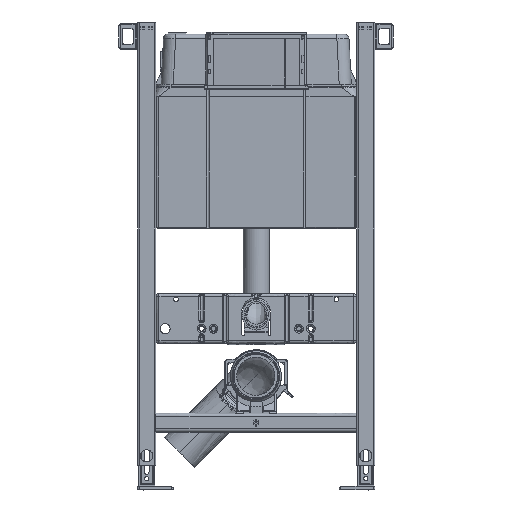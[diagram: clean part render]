
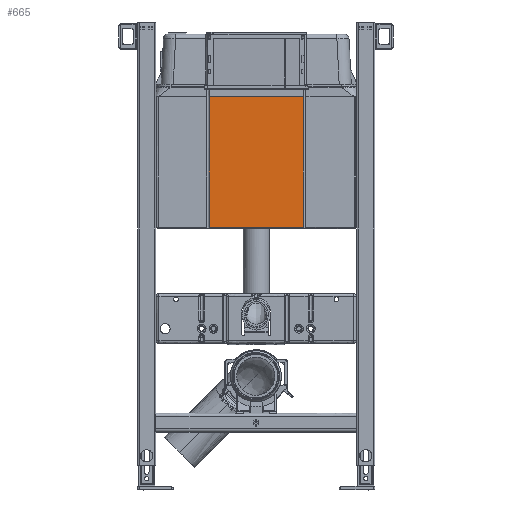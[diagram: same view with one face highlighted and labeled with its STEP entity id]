
A CAD part, front view. The second image highlights one B-rep face of the part: STEP entity #665.
In plain terms, the highlighted planar face has unit normal (0, -1, 0.002).
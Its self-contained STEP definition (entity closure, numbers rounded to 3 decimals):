
#665=ADVANCED_FACE('',(#7340),#104616,.T.);
#7340=FACE_OUTER_BOUND('',#14023,.T.);
#14023=EDGE_LOOP('',(#21845,#21846,#21847,#21848));
#21845=ORIENTED_EDGE('',*,*,#56149,.T.);
#21846=ORIENTED_EDGE('',*,*,#56150,.T.);
#21847=ORIENTED_EDGE('',*,*,#56151,.T.);
#21848=ORIENTED_EDGE('',*,*,#56152,.T.);
#56149=EDGE_CURVE('',#90954,#90955,#79454,.T.);
#56150=EDGE_CURVE('',#90955,#90956,#79455,.T.);
#56151=EDGE_CURVE('',#90956,#90957,#79456,.T.);
#56152=EDGE_CURVE('',#90957,#90954,#79457,.T.);
#79454=B_SPLINE_CURVE_WITH_KNOTS('',3,(#130287,#130288,#130289,#130290,
#130291,#130292),.UNSPECIFIED.,.F.,.F.,(4,1,1,4),(0.,0.333,0.667,
1.),.UNSPECIFIED.);
#79455=B_SPLINE_CURVE_WITH_KNOTS('',1,(#130293,#130294),.UNSPECIFIED.,.F.,
 .F.,(2,2),(0.,198.2),.UNSPECIFIED.);
#79456=B_SPLINE_CURVE_WITH_KNOTS('',3,(#130295,#130296,#130297,#130298,
#130299,#130300),.UNSPECIFIED.,.F.,.F.,(4,1,1,4),(0.,0.333,0.667,
1.),.UNSPECIFIED.);
#79457=B_SPLINE_CURVE_WITH_KNOTS('',1,(#130301,#130302),.UNSPECIFIED.,.F.,
 .F.,(2,2),(-198.287,0.),.UNSPECIFIED.);
#90954=VERTEX_POINT('',#130153);
#90955=VERTEX_POINT('',#130154);
#90956=VERTEX_POINT('',#130155);
#90957=VERTEX_POINT('',#130156);
#104616=PLANE('',#108320);
#108320=AXIS2_PLACEMENT_3D('',#128817,#111901,$);
#111901=DIRECTION('',(0.,-1.,0.002));
#128817=CARTESIAN_POINT('',(-119.098,-12.993,858.558));
#130153=CARTESIAN_POINT('',(-99.15,-13.043,830.946));
#130154=CARTESIAN_POINT('',(-99.106,-13.543,556.022));
#130155=CARTESIAN_POINT('',(99.094,-13.543,556.022));
#130156=CARTESIAN_POINT('',(99.137,-13.043,830.946));
#130287=CARTESIAN_POINT('',(-99.15,-13.043,830.946));
#130288=CARTESIAN_POINT('',(-99.14,-13.098,800.645));
#130289=CARTESIAN_POINT('',(-99.124,-13.209,739.879));
#130290=CARTESIAN_POINT('',(-99.11,-13.375,648.238));
#130291=CARTESIAN_POINT('',(-99.106,-13.487,586.815));
#130292=CARTESIAN_POINT('',(-99.106,-13.543,556.022));
#130293=CARTESIAN_POINT('',(-99.106,-13.543,556.022));
#130294=CARTESIAN_POINT('',(99.094,-13.543,556.022));
#130295=CARTESIAN_POINT('',(99.094,-13.543,556.022));
#130296=CARTESIAN_POINT('',(99.094,-13.487,586.815));
#130297=CARTESIAN_POINT('',(99.097,-13.375,648.238));
#130298=CARTESIAN_POINT('',(99.111,-13.209,739.879));
#130299=CARTESIAN_POINT('',(99.127,-13.098,800.645));
#130300=CARTESIAN_POINT('',(99.137,-13.043,830.946));
#130301=CARTESIAN_POINT('',(99.137,-13.043,830.946));
#130302=CARTESIAN_POINT('',(-99.15,-13.043,830.946));
